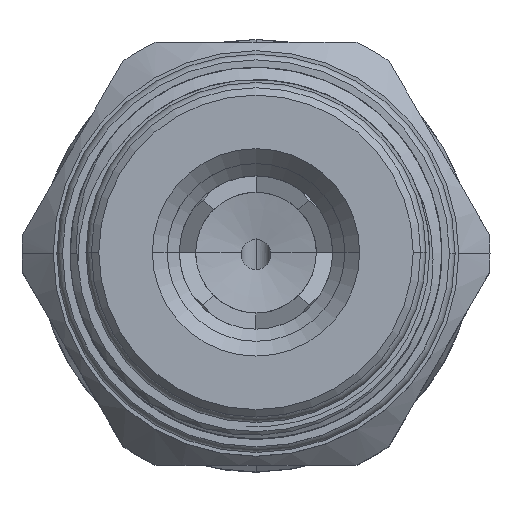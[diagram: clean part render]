
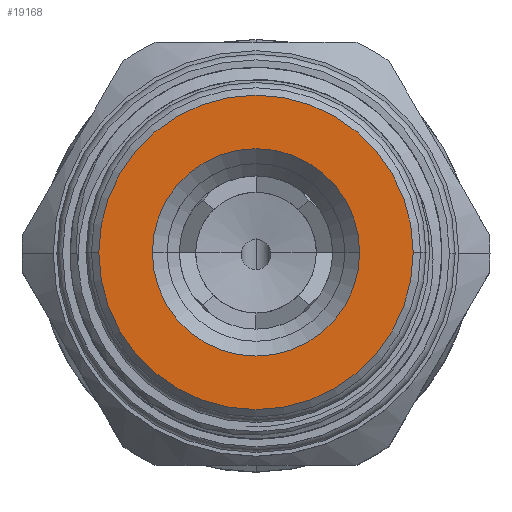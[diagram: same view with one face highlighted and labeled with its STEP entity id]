
A CAD part, top view. The second image highlights one B-rep face of the part: STEP entity #19168.
In plain terms, the highlighted planar face has unit normal (0, 0, 1).
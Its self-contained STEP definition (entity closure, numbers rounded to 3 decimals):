
#236 = VERTEX_POINT ( 'NONE', #3396 ) ;
#353 = CIRCLE ( 'NONE', #10534, 10.615 ) ;
#911 = DIRECTION ( 'NONE',  ( -1., 0., 0. ) ) ;
#1006 = PLANE ( 'NONE',  #10722 ) ;
#1239 = DIRECTION ( 'NONE',  ( 1., 0., 0. ) ) ;
#2289 = EDGE_LOOP ( 'NONE', ( #6036, #12838 ) ) ;
#2644 = DIRECTION ( 'NONE',  ( 0., 0., -1. ) ) ;
#2700 = DIRECTION ( 'NONE',  ( 0., 0., 1. ) ) ;
#2936 = EDGE_CURVE ( 'NONE', #17204, #3535, #353, .T. ) ;
#3054 = VERTEX_POINT ( 'NONE', #4063 ) ;
#3168 = AXIS2_PLACEMENT_3D ( 'NONE', #16065, #10158, #1239 ) ;
#3396 = CARTESIAN_POINT ( 'NONE',  ( -7., 0., 0. ) ) ;
#3535 = VERTEX_POINT ( 'NONE', #8022 ) ;
#3733 = ORIENTED_EDGE ( 'NONE', *, *, #5533, .F. ) ;
#4063 = CARTESIAN_POINT ( 'NONE',  ( 7., 0., 0. ) ) ;
#5533 = EDGE_CURVE ( 'NONE', #3535, #17204, #11256, .T. ) ;
#6036 = ORIENTED_EDGE ( 'NONE', *, *, #11983, .F. ) ;
#6639 = DIRECTION ( 'NONE',  ( -1., 0., 0. ) ) ;
#6680 = DIRECTION ( 'NONE',  ( 0., 0., -1. ) ) ;
#6700 = CARTESIAN_POINT ( 'NONE',  ( 0., 0., 0. ) ) ;
#7090 = CARTESIAN_POINT ( 'NONE',  ( 0., 0., 0. ) ) ;
#7355 = CIRCLE ( 'NONE', #14704, 7. ) ;
#8022 = CARTESIAN_POINT ( 'NONE',  ( -10.615, 0., 0. ) ) ;
#8168 = AXIS2_PLACEMENT_3D ( 'NONE', #8250, #6680, #911 ) ;
#8250 = CARTESIAN_POINT ( 'NONE',  ( 0., 0., 0. ) ) ;
#9856 = DIRECTION ( 'NONE',  ( -1., 0., 0. ) ) ;
#10147 = FACE_OUTER_BOUND ( 'NONE', #13356, .T. ) ;
#10158 = DIRECTION ( 'NONE',  ( 0., 0., 1. ) ) ;
#10193 = CIRCLE ( 'NONE', #3168, 7. ) ;
#10534 = AXIS2_PLACEMENT_3D ( 'NONE', #6700, #11235, #6639 ) ;
#10722 = AXIS2_PLACEMENT_3D ( 'NONE', #18785, #2644, #9856 ) ;
#11235 = DIRECTION ( 'NONE',  ( 0., 0., -1. ) ) ;
#11256 = CIRCLE ( 'NONE', #8168, 10.615 ) ;
#11275 = EDGE_CURVE ( 'NONE', #236, #3054, #7355, .T. ) ;
#11983 = EDGE_CURVE ( 'NONE', #3054, #236, #10193, .T. ) ;
#12838 = ORIENTED_EDGE ( 'NONE', *, *, #11275, .F. ) ;
#13125 = DIRECTION ( 'NONE',  ( 1., 0., 0. ) ) ;
#13356 = EDGE_LOOP ( 'NONE', ( #3733, #17888 ) ) ;
#14393 = FACE_BOUND ( 'NONE', #2289, .T. ) ;
#14704 = AXIS2_PLACEMENT_3D ( 'NONE', #7090, #2700, #13125 ) ;
#16065 = CARTESIAN_POINT ( 'NONE',  ( 0., 0., 0. ) ) ;
#16830 = CARTESIAN_POINT ( 'NONE',  ( 10.615, 0., 0. ) ) ;
#17204 = VERTEX_POINT ( 'NONE', #16830 ) ;
#17888 = ORIENTED_EDGE ( 'NONE', *, *, #2936, .F. ) ;
#18785 = CARTESIAN_POINT ( 'NONE',  ( 0., 0., 0. ) ) ;
#19168 = ADVANCED_FACE ( 'NONE', ( #10147, #14393 ), #1006, .F. ) ;
